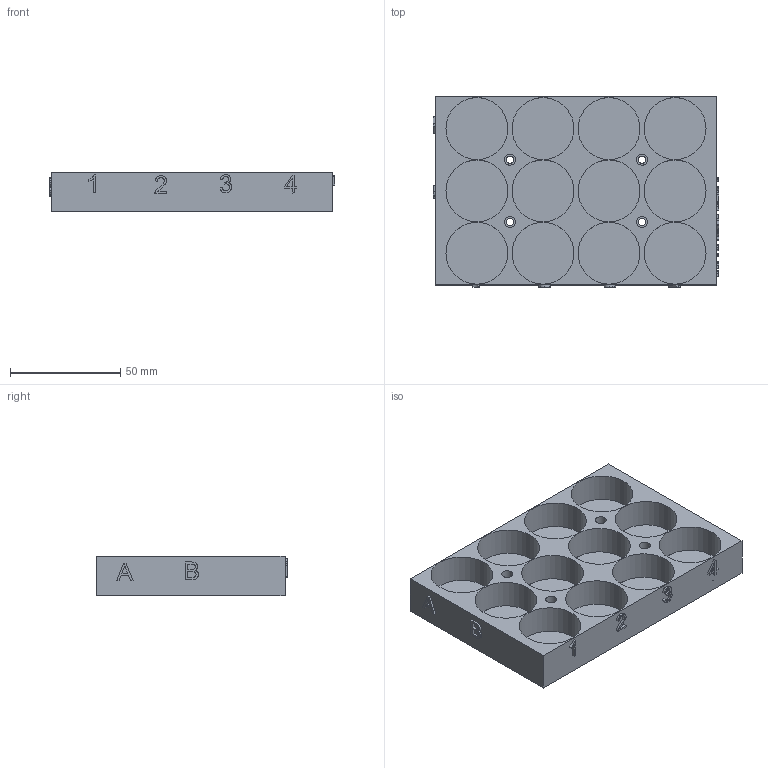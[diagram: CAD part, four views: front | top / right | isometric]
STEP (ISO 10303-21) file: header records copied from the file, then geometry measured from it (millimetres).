
FILE_DESCRIPTION(/* description */ (''),/* implementation_level */ '2;1');
FILE_NAME(/* name */ '20cc_vial_plate v5.step',/* time_stamp */ '2025-06-04T13:51:17-07:00',/* author */ (''),/* organization */ (''),/* preprocessor_version */ 'ST-DEVELOPER v20.1',/* originating_system */ 'Autodesk Translation Framework v14.10.0.0',/* authorisation */ '');
FILE_SCHEMA (('AUTOMOTIVE_DESIGN { 1 0 10303 214 3 1 1 }'));
Length unit declared in the file: millimetre
Products named in the file (1): 20cc_vial_plate
Bounding box: 129.76 x 86.48 x 18 mm (x, y, z)
Volume: 98968.2 mm3; surface area: 44590.1 mm2
Topology: 1 solids, 1 shells, 362 faces, 951 edges, 634 vertices
Faces by surface type: plane 184, bspline 158, cylinder 20
Full cylindrical faces by diameter (mm): 3.4 x4, 5.1 x4, 28.1 x12
Entity records: 12584 total; most frequent: CARTESIAN_POINT 4634, ORIENTED_EDGE 1902, DIRECTION 1085, EDGE_CURVE 951, VERTEX_POINT 634, LINE 595, VECTOR 595, EDGE_LOOP 413
